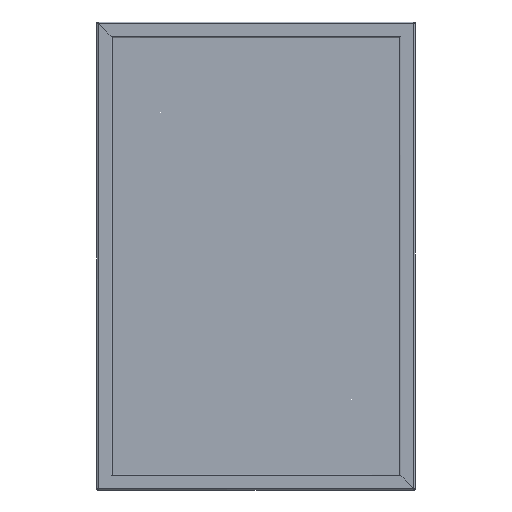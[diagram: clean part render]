
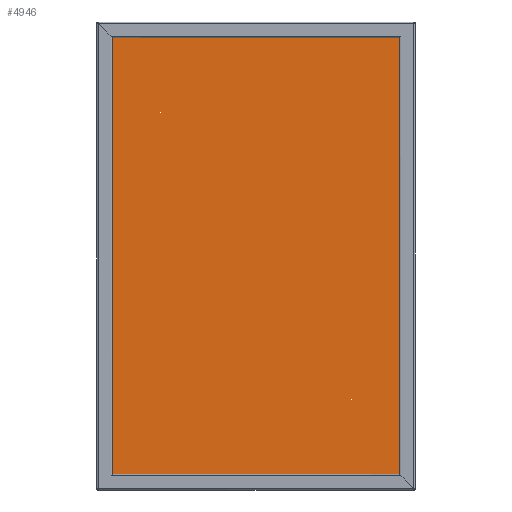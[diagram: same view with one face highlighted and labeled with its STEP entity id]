
A CAD part, front view. The second image highlights one B-rep face of the part: STEP entity #4946.
In plain terms, the highlighted planar face has unit normal (0, -1, 0).
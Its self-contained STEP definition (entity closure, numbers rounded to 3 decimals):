
#4946 = ADVANCED_FACE( '', ( #10347 ), #10348, .T. );
#10347 = FACE_OUTER_BOUND( '', #16880, .T. );
#10348 = PLANE( '', #16881 );
#16880 = EDGE_LOOP( '', ( #32907, #32908, #32909, #32910 ) );
#16881 = AXIS2_PLACEMENT_3D( '', #32911, #32912, #32913 );
#32907 = ORIENTED_EDGE( '', *, *, #46066, .T. );
#32908 = ORIENTED_EDGE( '', *, *, #44356, .T. );
#32909 = ORIENTED_EDGE( '', *, *, #44058, .T. );
#32910 = ORIENTED_EDGE( '', *, *, #42145, .T. );
#32911 = CARTESIAN_POINT( '', ( 0., 0., 0. ) );
#32912 = DIRECTION( '', ( 0., -1., 0. ) );
#32913 = DIRECTION( '', ( 0., 0., -1. ) );
#42145 = EDGE_CURVE( '', #48493, #48494, #48495, .T. );
#44058 = EDGE_CURVE( '', #51689, #48493, #51690, .T. );
#44356 = EDGE_CURVE( '', #52143, #51689, #52144, .T. );
#46066 = EDGE_CURVE( '', #48494, #52143, #54676, .T. );
#48493 = VERTEX_POINT( '', #59425 );
#48494 = VERTEX_POINT( '', #59426 );
#48495 = LINE( '', #59427, #59428 );
#51689 = VERTEX_POINT( '', #68840 );
#51690 = LINE( '', #68841, #68842 );
#52143 = VERTEX_POINT( '', #70322 );
#52144 = LINE( '', #70323, #70324 );
#54676 = LINE( '', #79955, #79956 );
#59425 = CARTESIAN_POINT( '', ( 303.213, 0., 455.613 ) );
#59426 = CARTESIAN_POINT( '', ( -303.213, 0., 455.613 ) );
#59427 = CARTESIAN_POINT( '', ( 303.213, 0., 455.613 ) );
#59428 = VECTOR( '', #84140, 1000. );
#68840 = CARTESIAN_POINT( '', ( 303.213, 0., -455.613 ) );
#68841 = CARTESIAN_POINT( '', ( 303.213, 0., -455.613 ) );
#68842 = VECTOR( '', #84964, 1000. );
#70322 = CARTESIAN_POINT( '', ( -303.213, 0., -455.613 ) );
#70323 = CARTESIAN_POINT( '', ( -303.213, 0., -455.613 ) );
#70324 = VECTOR( '', #85052, 1000. );
#79955 = CARTESIAN_POINT( '', ( -303.213, 0., 455.613 ) );
#79956 = VECTOR( '', #85420, 1000. );
#84140 = DIRECTION( '', ( -1., 0., 0. ) );
#84964 = DIRECTION( '', ( 0., 0., 1. ) );
#85052 = DIRECTION( '', ( 1., 0., 0. ) );
#85420 = DIRECTION( '', ( 0., 0., -1. ) );
